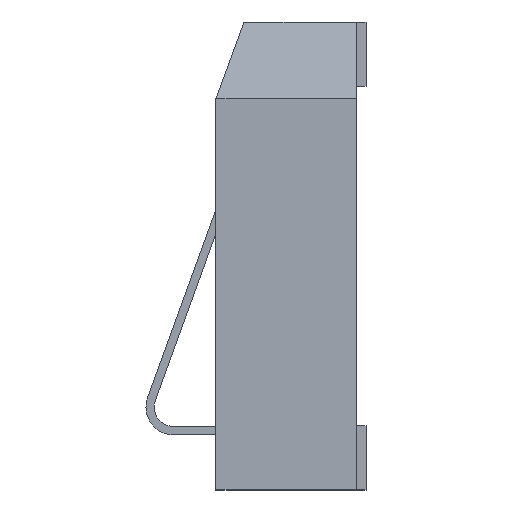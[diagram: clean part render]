
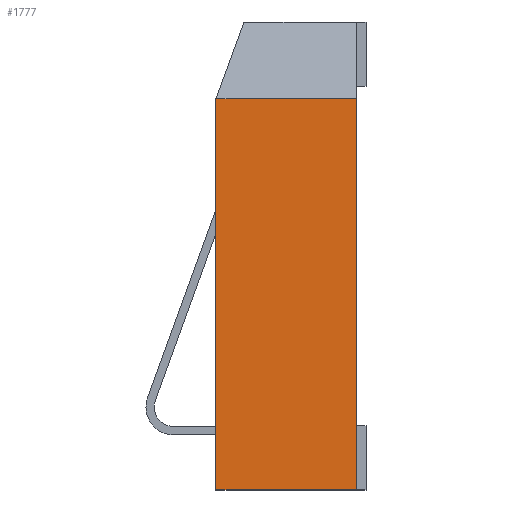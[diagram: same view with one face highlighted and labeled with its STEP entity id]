
A CAD part, left-side view. The second image highlights one B-rep face of the part: STEP entity #1777.
In plain terms, the highlighted planar face has unit normal (-1, 0, 0).
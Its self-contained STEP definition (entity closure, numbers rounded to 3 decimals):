
#97=FACE_OUTER_BOUND('',#185,.T.);
#185=EDGE_LOOP('',(#1352,#1353,#1354,#1355));
#270=LINE('',#2462,#507);
#367=LINE('',#2656,#604);
#369=LINE('',#2660,#606);
#370=LINE('',#2661,#607);
#507=VECTOR('',#1986,10.);
#604=VECTOR('',#2157,10.);
#606=VECTOR('',#2161,10.);
#607=VECTOR('',#2162,10.);
#740=VERTEX_POINT('',#2459);
#741=VERTEX_POINT('',#2461);
#800=VERTEX_POINT('',#2653);
#802=VERTEX_POINT('',#2659);
#915=EDGE_CURVE('',#740,#741,#270,.T.);
#1012=EDGE_CURVE('',#740,#800,#367,.T.);
#1014=EDGE_CURVE('',#802,#800,#369,.T.);
#1015=EDGE_CURVE('',#741,#802,#370,.T.);
#1352=ORIENTED_EDGE('',*,*,#1012,.T.);
#1353=ORIENTED_EDGE('',*,*,#1014,.F.);
#1354=ORIENTED_EDGE('',*,*,#1015,.F.);
#1355=ORIENTED_EDGE('',*,*,#915,.F.);
#1699=PLANE('',#1879);
#1777=ADVANCED_FACE('',(#97),#1699,.T.);
#1879=AXIS2_PLACEMENT_3D('',#2658,#2159,#2160);
#1986=DIRECTION('',(0.,0.,-1.));
#2157=DIRECTION('',(0.,1.,0.));
#2159=DIRECTION('center_axis',(-1.,0.,0.));
#2160=DIRECTION('ref_axis',(0.,0.,1.));
#2161=DIRECTION('',(0.,0.,1.));
#2162=DIRECTION('',(0.,1.,0.));
#2459=CARTESIAN_POINT('',(0.,0.,7.09));
#2461=CARTESIAN_POINT('',(0.,0.,0.));
#2462=CARTESIAN_POINT('',(0.,0.,7.09));
#2653=CARTESIAN_POINT('',(0.,2.54,7.09));
#2656=CARTESIAN_POINT('',(0.,1.27,7.09));
#2658=CARTESIAN_POINT('Origin',(0.,0.,0.));
#2659=CARTESIAN_POINT('',(0.,2.54,0.));
#2660=CARTESIAN_POINT('',(0.,2.54,7.09));
#2661=CARTESIAN_POINT('',(0.,0.,0.));
